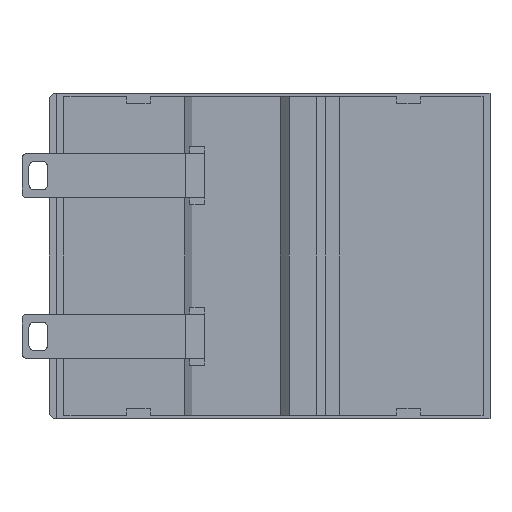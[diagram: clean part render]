
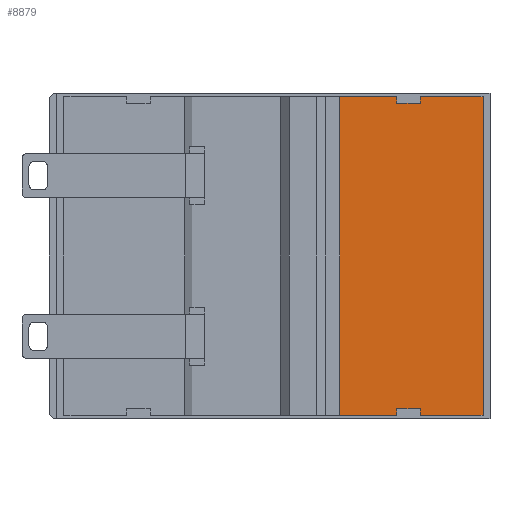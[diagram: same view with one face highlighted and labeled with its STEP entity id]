
A CAD part, front view. The second image highlights one B-rep face of the part: STEP entity #8879.
In plain terms, the highlighted planar face has unit normal (0, -1, 0).
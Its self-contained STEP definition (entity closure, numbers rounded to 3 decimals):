
#20 = CARTESIAN_POINT ( 'NONE',  ( 31.5, -39.75, 2.25 ) ) ;
#560 = LINE ( 'NONE', #18480, #5779 ) ;
#1015 = EDGE_CURVE ( 'NONE', #15900, #13694, #6063, .T. ) ;
#1520 = VERTEX_POINT ( 'NONE', #17906 ) ;
#1667 = VERTEX_POINT ( 'NONE', #20 ) ;
#1670 = DIRECTION ( 'NONE',  ( 1., 0., 0. ) ) ;
#1870 = EDGE_CURVE ( 'NONE', #10074, #13131, #3425, .T. ) ;
#2038 = VECTOR ( 'NONE', #6801, 1000. ) ;
#2179 = ORIENTED_EDGE ( 'NONE', *, *, #6170, .T. ) ;
#2292 = DIRECTION ( 'NONE',  ( 0., 0., -1. ) ) ;
#2448 = EDGE_CURVE ( 'NONE', #10074, #6757, #4826, .T. ) ;
#2469 = ORIENTED_EDGE ( 'NONE', *, *, #2448, .F. ) ;
#2821 = LINE ( 'NONE', #8605, #14419 ) ;
#3008 = VECTOR ( 'NONE', #14719, 1000. ) ;
#3318 = CARTESIAN_POINT ( 'NONE',  ( 45., -39.75, 0.75 ) ) ;
#3425 = LINE ( 'NONE', #19539, #16428 ) ;
#3429 = AXIS2_PLACEMENT_3D ( 'NONE', #10023, #17669, #11417 ) ;
#4060 = DIRECTION ( 'NONE',  ( 0., 0., -1. ) ) ;
#4101 = DIRECTION ( 'NONE',  ( 0., 0., -1. ) ) ;
#4826 = LINE ( 'NONE', #17596, #15212 ) ;
#4935 = EDGE_CURVE ( 'NONE', #8074, #16154, #12565, .T. ) ;
#4963 = ORIENTED_EDGE ( 'NONE', *, *, #14087, .T. ) ;
#5527 = PLANE ( 'NONE',  #3429 ) ;
#5547 = EDGE_LOOP ( 'NONE', ( #12520, #9784, #10543, #7659, #15205, #10963, #16787, #2179, #17672, #4963, #2469, #19318 ) ) ;
#5636 = LINE ( 'NONE', #14507, #12247 ) ;
#5779 = VECTOR ( 'NONE', #16903, 1000. ) ;
#5942 = VECTOR ( 'NONE', #1670, 1000. ) ;
#6063 = LINE ( 'NONE', #6673, #2038 ) ;
#6170 = EDGE_CURVE ( 'NONE', #13640, #1667, #5636, .T. ) ;
#6213 = CARTESIAN_POINT ( 'NONE',  ( 26.5, -39.75, 69.25 ) ) ;
#6673 = CARTESIAN_POINT ( 'NONE',  ( 26.5, -39.75, 0. ) ) ;
#6757 = VERTEX_POINT ( 'NONE', #3318 ) ;
#6761 = CARTESIAN_POINT ( 'NONE',  ( 14.2, -39.75, 0.75 ) ) ;
#6801 = DIRECTION ( 'NONE',  ( 0., 0., 1. ) ) ;
#7044 = LINE ( 'NONE', #8722, #3008 ) ;
#7077 = EDGE_CURVE ( 'NONE', #13694, #1520, #7044, .T. ) ;
#7546 = EDGE_CURVE ( 'NONE', #15900, #10123, #15057, .T. ) ;
#7659 = ORIENTED_EDGE ( 'NONE', *, *, #7077, .T. ) ;
#8074 = VERTEX_POINT ( 'NONE', #6761 ) ;
#8493 = EDGE_CURVE ( 'NONE', #13131, #10123, #19514, .T. ) ;
#8556 = DIRECTION ( 'NONE',  ( 0., 0., 1. ) ) ;
#8605 = CARTESIAN_POINT ( 'NONE',  ( 31.5, -39.75, 0. ) ) ;
#8722 = CARTESIAN_POINT ( 'NONE',  ( 0.462, -39.75, 69.25 ) ) ;
#8879 = ADVANCED_FACE ( 'NONE', ( #13333 ), #5527, .T. ) ;
#8924 = VECTOR ( 'NONE', #10021, 1000. ) ;
#8989 = CARTESIAN_POINT ( 'NONE',  ( 31.5, -39.75, 0. ) ) ;
#9784 = ORIENTED_EDGE ( 'NONE', *, *, #7546, .F. ) ;
#9962 = CARTESIAN_POINT ( 'NONE',  ( 26.5, -39.75, 67.75 ) ) ;
#10021 = DIRECTION ( 'NONE',  ( 1., 0., 0. ) ) ;
#10023 = CARTESIAN_POINT ( 'NONE',  ( 14.2, -39.75, 0. ) ) ;
#10074 = VERTEX_POINT ( 'NONE', #12475 ) ;
#10123 = VERTEX_POINT ( 'NONE', #17059 ) ;
#10485 = CARTESIAN_POINT ( 'NONE',  ( 26.5, -39.75, 67.75 ) ) ;
#10543 = ORIENTED_EDGE ( 'NONE', *, *, #1015, .T. ) ;
#10677 = CARTESIAN_POINT ( 'NONE',  ( 31.5, -39.75, 69.25 ) ) ;
#10783 = CARTESIAN_POINT ( 'NONE',  ( 26.5, -39.75, 2.25 ) ) ;
#10963 = ORIENTED_EDGE ( 'NONE', *, *, #4935, .T. ) ;
#11348 = EDGE_CURVE ( 'NONE', #1520, #8074, #13673, .T. ) ;
#11417 = DIRECTION ( 'NONE',  ( 0., 0., -1. ) ) ;
#11551 = VECTOR ( 'NONE', #2292, 1000. ) ;
#11871 = DIRECTION ( 'NONE',  ( -1., 0., 0. ) ) ;
#12247 = VECTOR ( 'NONE', #15974, 1000. ) ;
#12475 = CARTESIAN_POINT ( 'NONE',  ( 45., -39.75, 69.25 ) ) ;
#12520 = ORIENTED_EDGE ( 'NONE', *, *, #8493, .T. ) ;
#12565 = LINE ( 'NONE', #13707, #5942 ) ;
#13023 = CARTESIAN_POINT ( 'NONE',  ( 26.5, -39.75, 0. ) ) ;
#13131 = VERTEX_POINT ( 'NONE', #10677 ) ;
#13333 = FACE_OUTER_BOUND ( 'NONE', #5547, .T. ) ;
#13640 = VERTEX_POINT ( 'NONE', #10783 ) ;
#13673 = LINE ( 'NONE', #19093, #11551 ) ;
#13694 = VERTEX_POINT ( 'NONE', #6213 ) ;
#13707 = CARTESIAN_POINT ( 'NONE',  ( 0.462, -39.75, 0.75 ) ) ;
#14087 = EDGE_CURVE ( 'NONE', #18248, #6757, #560, .T. ) ;
#14419 = VECTOR ( 'NONE', #4101, 1000. ) ;
#14507 = CARTESIAN_POINT ( 'NONE',  ( 26.5, -39.75, 2.25 ) ) ;
#14719 = DIRECTION ( 'NONE',  ( -1., 0., 0. ) ) ;
#15057 = LINE ( 'NONE', #9962, #8924 ) ;
#15205 = ORIENTED_EDGE ( 'NONE', *, *, #11348, .T. ) ;
#15212 = VECTOR ( 'NONE', #4060, 1000. ) ;
#15347 = LINE ( 'NONE', #13023, #15837 ) ;
#15735 = VECTOR ( 'NONE', #16443, 1000. ) ;
#15837 = VECTOR ( 'NONE', #8556, 1000. ) ;
#15900 = VERTEX_POINT ( 'NONE', #10485 ) ;
#15974 = DIRECTION ( 'NONE',  ( 1., 0., 0. ) ) ;
#16154 = VERTEX_POINT ( 'NONE', #18681 ) ;
#16428 = VECTOR ( 'NONE', #11871, 1000. ) ;
#16443 = DIRECTION ( 'NONE',  ( 0., 0., -1. ) ) ;
#16776 = CARTESIAN_POINT ( 'NONE',  ( 31.5, -39.75, 0.75 ) ) ;
#16787 = ORIENTED_EDGE ( 'NONE', *, *, #17352, .T. ) ;
#16903 = DIRECTION ( 'NONE',  ( 1., 0., 0. ) ) ;
#17059 = CARTESIAN_POINT ( 'NONE',  ( 31.5, -39.75, 67.75 ) ) ;
#17352 = EDGE_CURVE ( 'NONE', #16154, #13640, #15347, .T. ) ;
#17596 = CARTESIAN_POINT ( 'NONE',  ( 45., -39.75, 0. ) ) ;
#17669 = DIRECTION ( 'NONE',  ( 0., -1., 0. ) ) ;
#17672 = ORIENTED_EDGE ( 'NONE', *, *, #18538, .T. ) ;
#17906 = CARTESIAN_POINT ( 'NONE',  ( 14.2, -39.75, 69.25 ) ) ;
#18248 = VERTEX_POINT ( 'NONE', #16776 ) ;
#18480 = CARTESIAN_POINT ( 'NONE',  ( 0.462, -39.75, 0.75 ) ) ;
#18538 = EDGE_CURVE ( 'NONE', #1667, #18248, #2821, .T. ) ;
#18681 = CARTESIAN_POINT ( 'NONE',  ( 26.5, -39.75, 0.75 ) ) ;
#19093 = CARTESIAN_POINT ( 'NONE',  ( 14.2, -39.75, 0. ) ) ;
#19318 = ORIENTED_EDGE ( 'NONE', *, *, #1870, .T. ) ;
#19514 = LINE ( 'NONE', #8989, #15735 ) ;
#19539 = CARTESIAN_POINT ( 'NONE',  ( 0.462, -39.75, 69.25 ) ) ;
